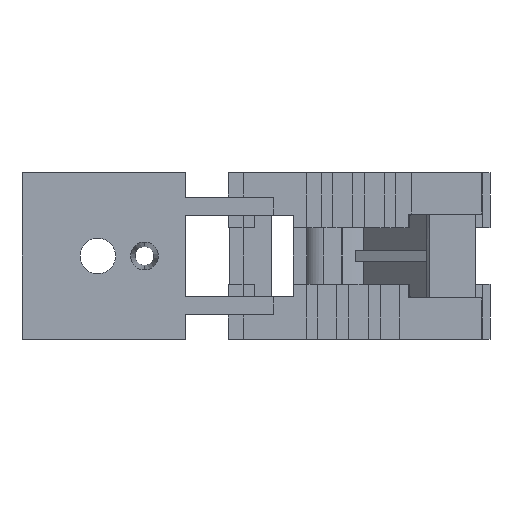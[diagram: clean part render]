
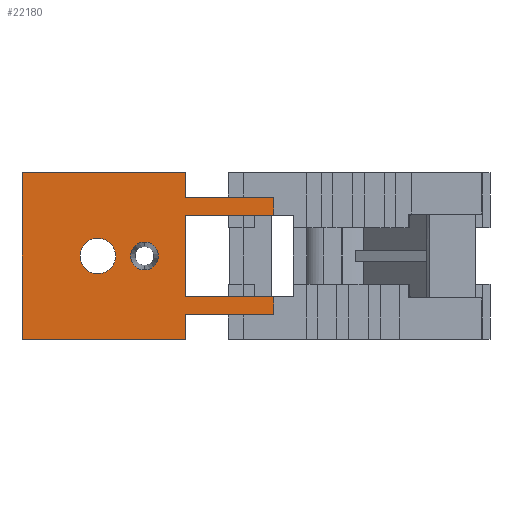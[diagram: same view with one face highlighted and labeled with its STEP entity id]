
A CAD part, left-side view. The second image highlights one B-rep face of the part: STEP entity #22180.
In plain terms, the highlighted planar face has unit normal (-1, 0, 0).
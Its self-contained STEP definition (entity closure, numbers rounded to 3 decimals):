
#25 = CARTESIAN_POINT ( 'NONE',  ( -2.5, 67.306, 0. ) ) ;
#146 = PLANE ( 'NONE',  #3117 ) ;
#180 = VERTEX_POINT ( 'NONE', #5047 ) ;
#298 = ORIENTED_EDGE ( 'NONE', *, *, #14939, .T. ) ;
#377 = CARTESIAN_POINT ( 'NONE',  ( -2.5, 37.108, -10. ) ) ;
#554 = CARTESIAN_POINT ( 'NONE',  ( -2.5, 37.108, 7. ) ) ;
#567 = VECTOR ( 'NONE', #11566, 1000. ) ;
#611 = EDGE_CURVE ( 'NONE', #21743, #18254, #11512, .T. ) ;
#716 = CARTESIAN_POINT ( 'NONE',  ( -2.5, 59.306, 0. ) ) ;
#978 = DIRECTION ( 'NONE',  ( 0., 0., -1. ) ) ;
#1106 = CARTESIAN_POINT ( 'NONE',  ( -2.5, 59.306, 2.392 ) ) ;
#1283 = EDGE_CURVE ( 'NONE', #22173, #15375, #10097, .T. ) ;
#2034 = LINE ( 'NONE', #7876, #4219 ) ;
#2052 = EDGE_CURVE ( 'NONE', #12866, #11313, #3210, .T. ) ;
#2197 = LINE ( 'NONE', #14697, #8466 ) ;
#2285 = ORIENTED_EDGE ( 'NONE', *, *, #19493, .T. ) ;
#2445 = CARTESIAN_POINT ( 'NONE',  ( -2.5, 37.108, -10. ) ) ;
#3117 = AXIS2_PLACEMENT_3D ( 'NONE', #377, #10502, #19477 ) ;
#3210 = LINE ( 'NONE', #2445, #21305 ) ;
#3305 = VECTOR ( 'NONE', #5066, 1000. ) ;
#3816 = VERTEX_POINT ( 'NONE', #14566 ) ;
#3919 = EDGE_CURVE ( 'NONE', #12405, #15456, #4028, .T. ) ;
#4028 = LINE ( 'NONE', #13040, #11662 ) ;
#4126 = CARTESIAN_POINT ( 'NONE',  ( -2.5, 52.306, 14.3 ) ) ;
#4219 = VECTOR ( 'NONE', #15472, 1000. ) ;
#4286 = EDGE_CURVE ( 'NONE', #12405, #11313, #10803, .T. ) ;
#4451 = VERTEX_POINT ( 'NONE', #16554 ) ;
#4706 = ORIENTED_EDGE ( 'NONE', *, *, #20661, .T. ) ;
#4994 = CARTESIAN_POINT ( 'NONE',  ( -2.5, 37.108, 10. ) ) ;
#5047 = CARTESIAN_POINT ( 'NONE',  ( -2.5, 52.306, -14.3 ) ) ;
#5066 = DIRECTION ( 'NONE',  ( 0., -1., 0. ) ) ;
#5245 = ORIENTED_EDGE ( 'NONE', *, *, #4286, .F. ) ;
#5540 = ORIENTED_EDGE ( 'NONE', *, *, #611, .F. ) ;
#5890 = ORIENTED_EDGE ( 'NONE', *, *, #3919, .T. ) ;
#6182 = VECTOR ( 'NONE', #10638, 1000. ) ;
#7611 = DIRECTION ( 'NONE',  ( 0., 0., 1. ) ) ;
#7876 = CARTESIAN_POINT ( 'NONE',  ( -2.5, 80.306, -14.3 ) ) ;
#8169 = FACE_OUTER_BOUND ( 'NONE', #15646, .T. ) ;
#8202 = AXIS2_PLACEMENT_3D ( 'NONE', #25, #13974, #16007 ) ;
#8245 = CARTESIAN_POINT ( 'NONE',  ( -2.5, 37.108, 7. ) ) ;
#8466 = VECTOR ( 'NONE', #7611, 1000. ) ;
#8789 = VERTEX_POINT ( 'NONE', #14731 ) ;
#8813 = CIRCLE ( 'NONE', #20399, 2.392 ) ;
#8919 = CARTESIAN_POINT ( 'NONE',  ( -2.5, 80.306, 14.3 ) ) ;
#9794 = CARTESIAN_POINT ( 'NONE',  ( -2.5, 37.108, 10. ) ) ;
#10097 = CIRCLE ( 'NONE', #17276, 2.392 ) ;
#10321 = FACE_BOUND ( 'NONE', #10764, .T. ) ;
#10362 = LINE ( 'NONE', #9794, #13127 ) ;
#10437 = CARTESIAN_POINT ( 'NONE',  ( -2.5, 37.108, -7. ) ) ;
#10502 = DIRECTION ( 'NONE',  ( -1., 0., 0. ) ) ;
#10638 = DIRECTION ( 'NONE',  ( 0., -1., 0. ) ) ;
#10764 = EDGE_LOOP ( 'NONE', ( #12734, #19794 ) ) ;
#10803 = LINE ( 'NONE', #15961, #6182 ) ;
#11306 = CARTESIAN_POINT ( 'NONE',  ( -2.5, 52.306, -10. ) ) ;
#11313 = VERTEX_POINT ( 'NONE', #10437 ) ;
#11327 = ORIENTED_EDGE ( 'NONE', *, *, #2052, .T. ) ;
#11500 = EDGE_CURVE ( 'NONE', #13153, #8789, #2034, .T. ) ;
#11512 = LINE ( 'NONE', #4994, #14832 ) ;
#11542 = ORIENTED_EDGE ( 'NONE', *, *, #13998, .T. ) ;
#11566 = DIRECTION ( 'NONE',  ( 0., 1., 0. ) ) ;
#11662 = VECTOR ( 'NONE', #13111, 1000. ) ;
#11697 = FACE_BOUND ( 'NONE', #15839, .T. ) ;
#11713 = ORIENTED_EDGE ( 'NONE', *, *, #20612, .F. ) ;
#12102 = LINE ( 'NONE', #17043, #14538 ) ;
#12322 = DIRECTION ( 'NONE',  ( 0., 0., 1. ) ) ;
#12405 = VERTEX_POINT ( 'NONE', #15083 ) ;
#12541 = CARTESIAN_POINT ( 'NONE',  ( -2.5, 67.306, 3.05 ) ) ;
#12585 = LINE ( 'NONE', #15810, #3305 ) ;
#12734 = ORIENTED_EDGE ( 'NONE', *, *, #1283, .T. ) ;
#12866 = VERTEX_POINT ( 'NONE', #12994 ) ;
#12944 = VERTEX_POINT ( 'NONE', #11306 ) ;
#12976 = VECTOR ( 'NONE', #13270, 1000. ) ;
#12994 = CARTESIAN_POINT ( 'NONE',  ( -2.5, 37.108, -10. ) ) ;
#13040 = CARTESIAN_POINT ( 'NONE',  ( -2.5, 52.306, -14.3 ) ) ;
#13111 = DIRECTION ( 'NONE',  ( 0., 0., 1. ) ) ;
#13127 = VECTOR ( 'NONE', #16877, 1000. ) ;
#13153 = VERTEX_POINT ( 'NONE', #8919 ) ;
#13270 = DIRECTION ( 'NONE',  ( 0., -1., 0. ) ) ;
#13395 = DIRECTION ( 'NONE',  ( 1., 0., 0. ) ) ;
#13527 = LINE ( 'NONE', #8245, #12976 ) ;
#13575 = AXIS2_PLACEMENT_3D ( 'NONE', #20263, #13395, #978 ) ;
#13649 = EDGE_CURVE ( 'NONE', #18160, #4451, #17320, .T. ) ;
#13774 = VERTEX_POINT ( 'NONE', #4126 ) ;
#13803 = EDGE_CURVE ( 'NONE', #15375, #22173, #8813, .T. ) ;
#13974 = DIRECTION ( 'NONE',  ( 1., 0., 0. ) ) ;
#13998 = EDGE_CURVE ( 'NONE', #3816, #13774, #12102, .T. ) ;
#14015 = DIRECTION ( 'NONE',  ( 0., 0., -1. ) ) ;
#14538 = VECTOR ( 'NONE', #16755, 1000. ) ;
#14566 = CARTESIAN_POINT ( 'NONE',  ( -2.5, 52.306, 10. ) ) ;
#14697 = CARTESIAN_POINT ( 'NONE',  ( -2.5, 52.306, -14.3 ) ) ;
#14731 = CARTESIAN_POINT ( 'NONE',  ( -2.5, 80.306, -14.3 ) ) ;
#14832 = VECTOR ( 'NONE', #14015, 1000. ) ;
#14939 = EDGE_CURVE ( 'NONE', #12944, #12866, #12585, .T. ) ;
#15036 = LINE ( 'NONE', #17680, #16694 ) ;
#15083 = CARTESIAN_POINT ( 'NONE',  ( -2.5, 52.306, -7. ) ) ;
#15375 = VERTEX_POINT ( 'NONE', #1106 ) ;
#15456 = VERTEX_POINT ( 'NONE', #18982 ) ;
#15472 = DIRECTION ( 'NONE',  ( 0., 0., -1. ) ) ;
#15646 = EDGE_LOOP ( 'NONE', ( #5245, #5890, #2285, #5540, #11713, #11542, #4706, #21331, #15959, #21070, #298, #11327 ) ) ;
#15810 = CARTESIAN_POINT ( 'NONE',  ( -2.5, 37.108, -10. ) ) ;
#15839 = EDGE_LOOP ( 'NONE', ( #22402, #19314 ) ) ;
#15959 = ORIENTED_EDGE ( 'NONE', *, *, #16514, .T. ) ;
#15961 = CARTESIAN_POINT ( 'NONE',  ( -2.5, 37.108, -7. ) ) ;
#16007 = DIRECTION ( 'NONE',  ( 0., 0., -1. ) ) ;
#16514 = EDGE_CURVE ( 'NONE', #8789, #180, #15036, .T. ) ;
#16554 = CARTESIAN_POINT ( 'NONE',  ( -2.5, 67.306, -3.05 ) ) ;
#16675 = DIRECTION ( 'NONE',  ( 1., 0., 0. ) ) ;
#16694 = VECTOR ( 'NONE', #17439, 1000. ) ;
#16755 = DIRECTION ( 'NONE',  ( 0., 0., 1. ) ) ;
#16877 = DIRECTION ( 'NONE',  ( 0., -1., 0. ) ) ;
#16890 = DIRECTION ( 'NONE',  ( 0., 0., 1. ) ) ;
#17043 = CARTESIAN_POINT ( 'NONE',  ( -2.5, 52.306, -14.3 ) ) ;
#17276 = AXIS2_PLACEMENT_3D ( 'NONE', #21257, #19368, #12322 ) ;
#17289 = EDGE_CURVE ( 'NONE', #4451, #18160, #18262, .T. ) ;
#17320 = CIRCLE ( 'NONE', #8202, 3.05 ) ;
#17439 = DIRECTION ( 'NONE',  ( 0., -1., 0. ) ) ;
#17680 = CARTESIAN_POINT ( 'NONE',  ( -2.5, 52.306, -14.3 ) ) ;
#18130 = DIRECTION ( 'NONE',  ( 0., 0., 1. ) ) ;
#18160 = VERTEX_POINT ( 'NONE', #12541 ) ;
#18254 = VERTEX_POINT ( 'NONE', #554 ) ;
#18262 = CIRCLE ( 'NONE', #13575, 3.05 ) ;
#18605 = LINE ( 'NONE', #20345, #567 ) ;
#18982 = CARTESIAN_POINT ( 'NONE',  ( -2.5, 52.306, 7. ) ) ;
#19314 = ORIENTED_EDGE ( 'NONE', *, *, #13649, .T. ) ;
#19332 = CARTESIAN_POINT ( 'NONE',  ( -2.5, 59.306, -2.392 ) ) ;
#19368 = DIRECTION ( 'NONE',  ( 1., 0., 0. ) ) ;
#19477 = DIRECTION ( 'NONE',  ( 0., 0., 1. ) ) ;
#19493 = EDGE_CURVE ( 'NONE', #15456, #18254, #13527, .T. ) ;
#19794 = ORIENTED_EDGE ( 'NONE', *, *, #13803, .T. ) ;
#19981 = CARTESIAN_POINT ( 'NONE',  ( -2.5, 37.108, 10. ) ) ;
#20263 = CARTESIAN_POINT ( 'NONE',  ( -2.5, 67.306, 0. ) ) ;
#20345 = CARTESIAN_POINT ( 'NONE',  ( -2.5, 52.306, 14.3 ) ) ;
#20399 = AXIS2_PLACEMENT_3D ( 'NONE', #716, #16675, #18130 ) ;
#20612 = EDGE_CURVE ( 'NONE', #3816, #21743, #10362, .T. ) ;
#20661 = EDGE_CURVE ( 'NONE', #13774, #13153, #18605, .T. ) ;
#21070 = ORIENTED_EDGE ( 'NONE', *, *, #21138, .T. ) ;
#21138 = EDGE_CURVE ( 'NONE', #180, #12944, #2197, .T. ) ;
#21257 = CARTESIAN_POINT ( 'NONE',  ( -2.5, 59.306, 0. ) ) ;
#21305 = VECTOR ( 'NONE', #16890, 1000. ) ;
#21331 = ORIENTED_EDGE ( 'NONE', *, *, #11500, .T. ) ;
#21743 = VERTEX_POINT ( 'NONE', #19981 ) ;
#22173 = VERTEX_POINT ( 'NONE', #19332 ) ;
#22180 = ADVANCED_FACE ( 'NONE', ( #10321, #11697, #8169 ), #146, .T. ) ;
#22402 = ORIENTED_EDGE ( 'NONE', *, *, #17289, .T. ) ;
